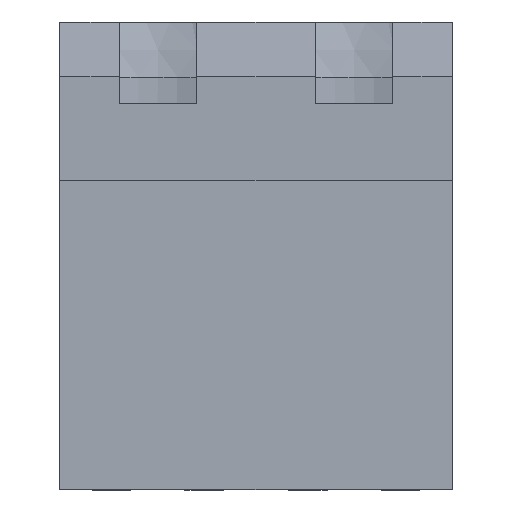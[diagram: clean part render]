
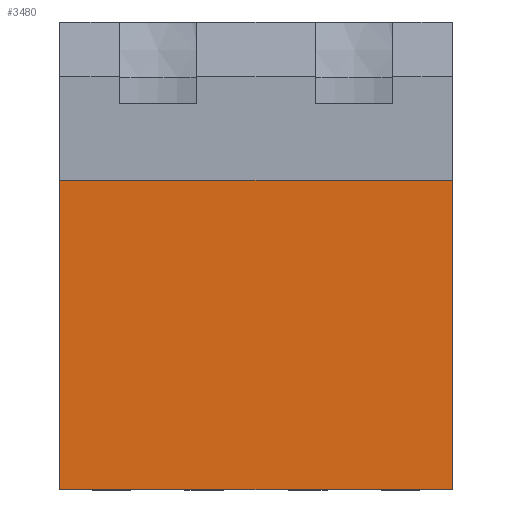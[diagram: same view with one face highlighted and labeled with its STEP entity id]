
A CAD part, top view. The second image highlights one B-rep face of the part: STEP entity #3480.
In plain terms, the highlighted planar face has unit normal (0, 0, 1).
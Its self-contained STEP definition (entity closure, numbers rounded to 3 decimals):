
#97 = VERTEX_POINT ( 'NONE', #1803 ) ;
#126 = ORIENTED_EDGE ( 'NONE', *, *, #3713, .T. ) ;
#536 = DIRECTION ( 'NONE',  ( -1., 0., 0. ) ) ;
#574 = CARTESIAN_POINT ( 'NONE',  ( -2.54, 8., 3.6 ) ) ;
#799 = DIRECTION ( 'NONE',  ( 1., 0., 0. ) ) ;
#805 = DIRECTION ( 'NONE',  ( 0., -1., 0. ) ) ;
#943 = VERTEX_POINT ( 'NONE', #1387 ) ;
#1050 = VECTOR ( 'NONE', #805, 1000. ) ;
#1113 = VECTOR ( 'NONE', #1811, 1000. ) ;
#1193 = LINE ( 'NONE', #4036, #2055 ) ;
#1251 = ORIENTED_EDGE ( 'NONE', *, *, #2022, .F. ) ;
#1387 = CARTESIAN_POINT ( 'NONE',  ( 7.62, 8., 3.6 ) ) ;
#1434 = CARTESIAN_POINT ( 'NONE',  ( 3.54, 8., 3.6 ) ) ;
#1579 = VERTEX_POINT ( 'NONE', #3806 ) ;
#1668 = ORIENTED_EDGE ( 'NONE', *, *, #2546, .F. ) ;
#1755 = EDGE_CURVE ( 'NONE', #943, #97, #4062, .T. ) ;
#1803 = CARTESIAN_POINT ( 'NONE',  ( 7.62, 0., 3.6 ) ) ;
#1811 = DIRECTION ( 'NONE',  ( 0., 1., 0. ) ) ;
#2022 = EDGE_CURVE ( 'NONE', #1579, #2987, #3426, .T. ) ;
#2055 = VECTOR ( 'NONE', #799, 1000. ) ;
#2199 = VECTOR ( 'NONE', #3987, 1000. ) ;
#2436 = CARTESIAN_POINT ( 'NONE',  ( -2.54, 0., 3.6 ) ) ;
#2471 = PLANE ( 'NONE',  #2541 ) ;
#2479 = ORIENTED_EDGE ( 'NONE', *, *, #1755, .F. ) ;
#2541 = AXIS2_PLACEMENT_3D ( 'NONE', #1434, #4096, #536 ) ;
#2546 = EDGE_CURVE ( 'NONE', #2987, #943, #1193, .T. ) ;
#2987 = VERTEX_POINT ( 'NONE', #574 ) ;
#2996 = LINE ( 'NONE', #3599, #2199 ) ;
#3093 = FACE_OUTER_BOUND ( 'NONE', #3800, .T. ) ;
#3426 = LINE ( 'NONE', #2436, #1113 ) ;
#3480 = ADVANCED_FACE ( 'NONE', ( #3093 ), #2471, .F. ) ;
#3599 = CARTESIAN_POINT ( 'NONE',  ( 0., 0., 3.6 ) ) ;
#3713 = EDGE_CURVE ( 'NONE', #1579, #97, #2996, .T. ) ;
#3800 = EDGE_LOOP ( 'NONE', ( #126, #2479, #1668, #1251 ) ) ;
#3806 = CARTESIAN_POINT ( 'NONE',  ( -2.54, 0., 3.6 ) ) ;
#3975 = CARTESIAN_POINT ( 'NONE',  ( 7.62, 0., 3.6 ) ) ;
#3987 = DIRECTION ( 'NONE',  ( 1., 0., 0. ) ) ;
#4036 = CARTESIAN_POINT ( 'NONE',  ( 3.54, 8., 3.6 ) ) ;
#4062 = LINE ( 'NONE', #3975, #1050 ) ;
#4096 = DIRECTION ( 'NONE',  ( 0., 0., -1. ) ) ;
